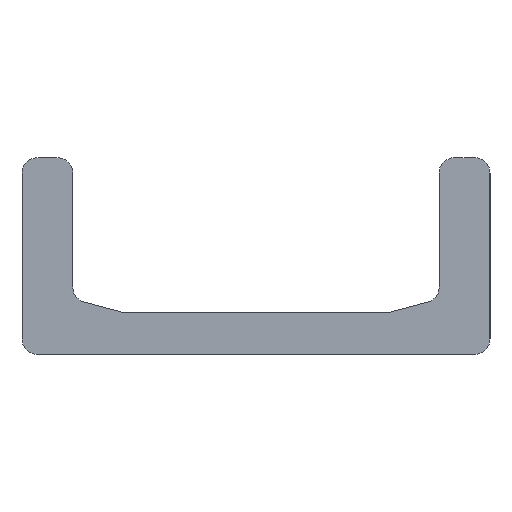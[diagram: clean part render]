
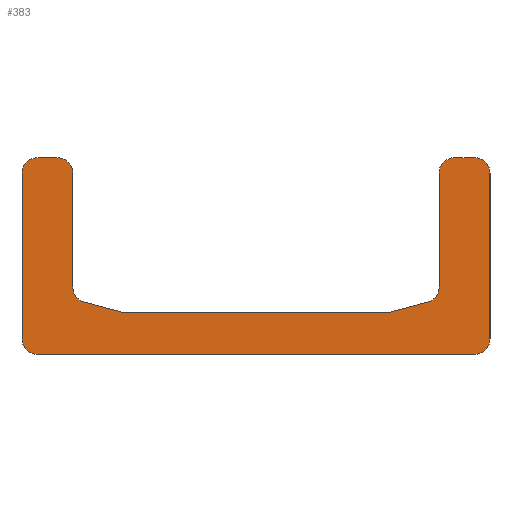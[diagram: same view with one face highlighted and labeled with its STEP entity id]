
A CAD part, left-side view. The second image highlights one B-rep face of the part: STEP entity #383.
In plain terms, the highlighted planar face has unit normal (-1, 0, 0).
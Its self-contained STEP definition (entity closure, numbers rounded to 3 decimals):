
#16=CIRCLE('',#408,3.);
#18=CIRCLE('',#412,3.);
#20=CIRCLE('',#418,3.);
#22=CIRCLE('',#422,3.);
#24=CIRCLE('',#426,3.);
#26=CIRCLE('',#430,3.);
#28=CIRCLE('',#434,3.);
#30=CIRCLE('',#438,3.);
#57=FACE_OUTER_BOUND('',#77,.T.);
#77=EDGE_LOOP('',(#317,#318,#319,#320,#321,#322,#323,#324,#325,#326,#327,
#328,#329,#330,#331,#332,#333,#334));
#81=LINE('',#561,#119);
#86=LINE('',#574,#124);
#90=LINE('',#586,#128);
#93=LINE('',#592,#131);
#96=LINE('',#598,#134);
#100=LINE('',#610,#138);
#104=LINE('',#622,#142);
#108=LINE('',#634,#146);
#112=LINE('',#646,#150);
#116=LINE('',#658,#154);
#119=VECTOR('',#447,10.);
#124=VECTOR('',#460,10.);
#128=VECTOR('',#472,10.);
#131=VECTOR('',#477,10.);
#134=VECTOR('',#482,10.);
#138=VECTOR('',#494,10.);
#142=VECTOR('',#506,10.);
#146=VECTOR('',#518,10.);
#150=VECTOR('',#530,10.);
#154=VECTOR('',#542,10.);
#157=VERTEX_POINT('',#558);
#158=VERTEX_POINT('',#560);
#160=VERTEX_POINT('',#566);
#162=VERTEX_POINT('',#572);
#164=VERTEX_POINT('',#578);
#166=VERTEX_POINT('',#584);
#168=VERTEX_POINT('',#590);
#170=VERTEX_POINT('',#596);
#172=VERTEX_POINT('',#602);
#174=VERTEX_POINT('',#608);
#176=VERTEX_POINT('',#614);
#178=VERTEX_POINT('',#620);
#180=VERTEX_POINT('',#626);
#182=VERTEX_POINT('',#632);
#184=VERTEX_POINT('',#638);
#186=VERTEX_POINT('',#644);
#188=VERTEX_POINT('',#650);
#190=VERTEX_POINT('',#656);
#193=EDGE_CURVE('',#157,#158,#81,.T.);
#197=EDGE_CURVE('',#160,#157,#16,.T.);
#200=EDGE_CURVE('',#162,#160,#86,.T.);
#203=EDGE_CURVE('',#164,#162,#18,.T.);
#206=EDGE_CURVE('',#166,#164,#90,.T.);
#209=EDGE_CURVE('',#168,#166,#93,.T.);
#212=EDGE_CURVE('',#170,#168,#96,.T.);
#215=EDGE_CURVE('',#172,#170,#20,.T.);
#218=EDGE_CURVE('',#174,#172,#100,.T.);
#221=EDGE_CURVE('',#176,#174,#22,.T.);
#224=EDGE_CURVE('',#178,#176,#104,.T.);
#227=EDGE_CURVE('',#180,#178,#24,.T.);
#230=EDGE_CURVE('',#182,#180,#108,.T.);
#233=EDGE_CURVE('',#184,#182,#26,.T.);
#236=EDGE_CURVE('',#186,#184,#112,.T.);
#239=EDGE_CURVE('',#188,#186,#28,.T.);
#242=EDGE_CURVE('',#190,#188,#116,.T.);
#244=EDGE_CURVE('',#158,#190,#30,.T.);
#317=ORIENTED_EDGE('',*,*,#244,.F.);
#318=ORIENTED_EDGE('',*,*,#193,.F.);
#319=ORIENTED_EDGE('',*,*,#197,.F.);
#320=ORIENTED_EDGE('',*,*,#200,.F.);
#321=ORIENTED_EDGE('',*,*,#203,.F.);
#322=ORIENTED_EDGE('',*,*,#206,.F.);
#323=ORIENTED_EDGE('',*,*,#209,.F.);
#324=ORIENTED_EDGE('',*,*,#212,.F.);
#325=ORIENTED_EDGE('',*,*,#215,.F.);
#326=ORIENTED_EDGE('',*,*,#218,.F.);
#327=ORIENTED_EDGE('',*,*,#221,.F.);
#328=ORIENTED_EDGE('',*,*,#224,.F.);
#329=ORIENTED_EDGE('',*,*,#227,.F.);
#330=ORIENTED_EDGE('',*,*,#230,.F.);
#331=ORIENTED_EDGE('',*,*,#233,.F.);
#332=ORIENTED_EDGE('',*,*,#236,.F.);
#333=ORIENTED_EDGE('',*,*,#239,.F.);
#334=ORIENTED_EDGE('',*,*,#242,.F.);
#363=PLANE('',#439);
#383=ADVANCED_FACE('',(#57),#363,.F.);
#408=AXIS2_PLACEMENT_3D('',#568,#454,#455);
#412=AXIS2_PLACEMENT_3D('',#580,#466,#467);
#418=AXIS2_PLACEMENT_3D('',#604,#488,#489);
#422=AXIS2_PLACEMENT_3D('',#616,#500,#501);
#426=AXIS2_PLACEMENT_3D('',#628,#512,#513);
#430=AXIS2_PLACEMENT_3D('',#640,#524,#525);
#434=AXIS2_PLACEMENT_3D('',#652,#536,#537);
#438=AXIS2_PLACEMENT_3D('',#661,#547,#548);
#439=AXIS2_PLACEMENT_3D('',#662,#549,#550);
#447=DIRECTION('',(0.,-1.,0.));
#454=DIRECTION('center_axis',(1.,0.,0.));
#455=DIRECTION('ref_axis',(0.,1.,0.));
#460=DIRECTION('',(0.,0.,1.));
#466=DIRECTION('center_axis',(-1.,0.,0.));
#467=DIRECTION('ref_axis',(0.,0.995,-0.097));
#472=DIRECTION('',(0.,-0.966,0.259));
#477=DIRECTION('',(0.,-1.,0.));
#482=DIRECTION('',(0.,-0.966,-0.259));
#488=DIRECTION('center_axis',(-1.,0.,0.));
#489=DIRECTION('ref_axis',(0.,-0.383,0.924));
#494=DIRECTION('',(0.,0.,-1.));
#500=DIRECTION('center_axis',(1.,0.,0.));
#501=DIRECTION('ref_axis',(0.,0.033,0.999));
#506=DIRECTION('',(0.,-1.,0.));
#512=DIRECTION('center_axis',(1.,0.,0.));
#513=DIRECTION('ref_axis',(0.,1.,0.));
#518=DIRECTION('',(0.,0.,1.));
#524=DIRECTION('center_axis',(1.,0.,0.));
#525=DIRECTION('ref_axis',(0.,0.,-1.));
#530=DIRECTION('',(0.,1.,0.));
#536=DIRECTION('center_axis',(1.,0.,0.));
#537=DIRECTION('ref_axis',(0.,-1.,0.));
#542=DIRECTION('',(0.,0.,-1.));
#547=DIRECTION('center_axis',(1.,0.,0.));
#548=DIRECTION('ref_axis',(0.,0.,1.));
#549=DIRECTION('center_axis',(1.,0.,0.));
#550=DIRECTION('ref_axis',(0.,0.,-1.));
#558=CARTESIAN_POINT('',(0.,-38.4,38.));
#560=CARTESIAN_POINT('',(0.,-42.25,38.));
#561=CARTESIAN_POINT('',(0.,-38.4,38.));
#566=CARTESIAN_POINT('',(0.,-35.4,35.));
#568=CARTESIAN_POINT('Origin',(0.,-38.4,35.));
#572=CARTESIAN_POINT('',(0.,-35.4,13.25));
#574=CARTESIAN_POINT('',(0.,-35.4,13.25));
#578=CARTESIAN_POINT('',(0.,-33.563,10.187));
#580=CARTESIAN_POINT('Origin',(0.,-32.414,12.959));
#584=CARTESIAN_POINT('',(0.,-25.4,8.));
#586=CARTESIAN_POINT('',(0.,-25.4,8.));
#590=CARTESIAN_POINT('',(0.,25.4,8.));
#592=CARTESIAN_POINT('',(0.,25.4,8.));
#596=CARTESIAN_POINT('',(0.,33.563,10.187));
#598=CARTESIAN_POINT('',(0.,33.563,10.187));
#602=CARTESIAN_POINT('',(0.,35.4,13.25));
#604=CARTESIAN_POINT('Origin',(0.,32.414,12.959));
#608=CARTESIAN_POINT('',(0.,35.4,35.002));
#610=CARTESIAN_POINT('',(0.,35.4,35.002));
#614=CARTESIAN_POINT('',(0.,38.5,38.));
#616=CARTESIAN_POINT('Origin',(0.,38.4,35.002));
#620=CARTESIAN_POINT('',(0.,42.35,38.));
#622=CARTESIAN_POINT('',(0.,42.35,38.));
#626=CARTESIAN_POINT('',(0.,45.25,35.002));
#628=CARTESIAN_POINT('Origin',(0.,42.25,35.002));
#632=CARTESIAN_POINT('',(0.,45.25,3.));
#634=CARTESIAN_POINT('',(0.,45.25,3.));
#638=CARTESIAN_POINT('',(0.,42.25,0.));
#640=CARTESIAN_POINT('Origin',(0.,42.25,3.));
#644=CARTESIAN_POINT('',(0.,-42.25,0.));
#646=CARTESIAN_POINT('',(0.,-42.25,0.));
#650=CARTESIAN_POINT('',(0.,-45.25,3.));
#652=CARTESIAN_POINT('Origin',(0.,-42.25,3.));
#656=CARTESIAN_POINT('',(0.,-45.25,35.));
#658=CARTESIAN_POINT('',(0.,-45.25,35.));
#661=CARTESIAN_POINT('Origin',(0.,-42.25,35.));
#662=CARTESIAN_POINT('Origin',(0.,0.,12.897));
